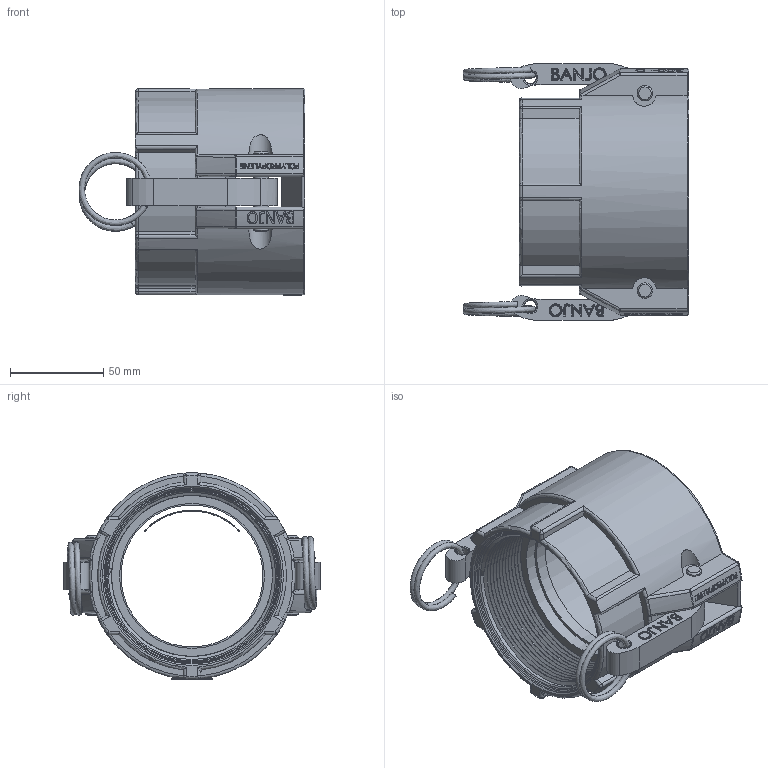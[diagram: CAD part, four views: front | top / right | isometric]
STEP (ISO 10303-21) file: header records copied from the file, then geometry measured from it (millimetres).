
FILE_DESCRIPTION(/* description */ ('3" BRITISH PARALLEL x 3" FEMALE COUPLING '),/* implementation_level */ '2;1');
FILE_NAME(/* name */ '300DBP.stp',/* time_stamp */ '2022-09-29T13:43:47-04:00',/* author */ ('CKA'),/* organization */ (''),/* preprocessor_version */ 'ST-DEVELOPER v18.1',/* originating_system */ 'Autodesk Inventor 2022',/* authorisation */ '');
FILE_SCHEMA (('AUTOMOTIVE_DESIGN { 1 0 10303 214 3 1 1 }'));
Length unit declared in the file: inch
Products named in the file (10): 300DBP; 300DBPX; 300DBPX_1; VL1013; 300K; 300XK; 150RING; 300P; 300G; 150(200)D
Assembly tree (11 placements, depth 3):
  300DBP
    300DBPX
      300DBPX_1
      VL1013
    300K  x2
      300XK
      150RING
    300P  x2
    300G
    150(200)D
Bounding box: 121.13 x 137.64 x 110.59 mm (x, y, z)
Volume: 314748.3 mm3; surface area: 108340.2 mm2
Topology: 10 solids, 10 shells, 3396 faces, 8614 edges, 5396 vertices
Faces by surface type: plane 1341, bspline 1136, cylinder 663, torus 129, sphere 106, cone 21
Full cylindrical faces by diameter (mm): 6.35 x2, 7.899 x2, 7.95 x4, 8.103 x2, 76.2 x1, 77.724 x1, 86.272 x11, 89.662 x12, 92.202 x1, 94.463 x1, 96.52 x1
Entity records: 208264 total; most frequent: CARTESIAN_POINT 144360, ORIENTED_EDGE 14608, DIRECTION 9878, EDGE_CURVE 7304, VERTEX_POINT 4719, LINE 3526, VECTOR 3526, AXIS2_PLACEMENT_3D 3176
